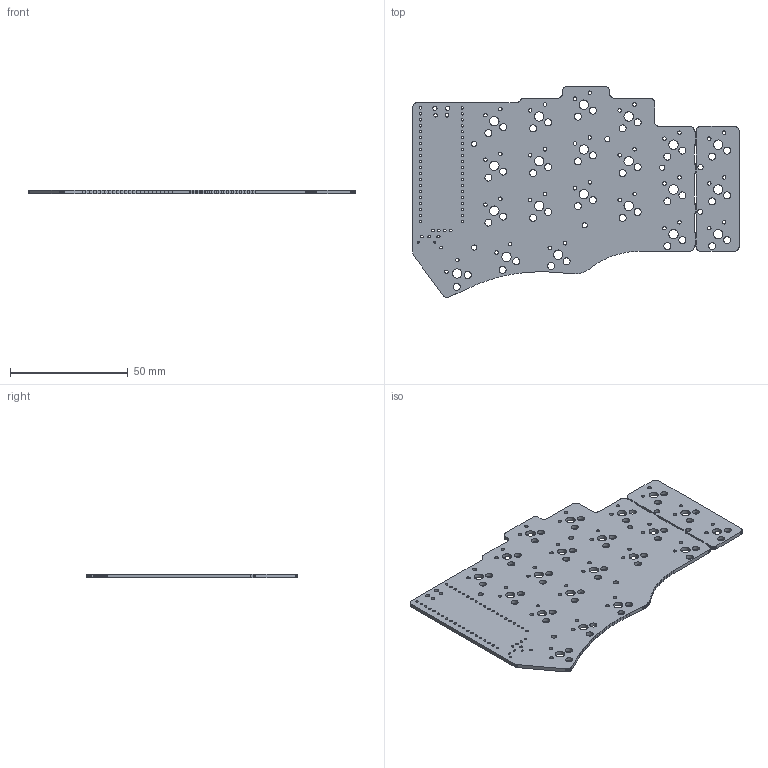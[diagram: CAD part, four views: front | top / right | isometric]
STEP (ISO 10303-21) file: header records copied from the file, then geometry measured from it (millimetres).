
FILE_DESCRIPTION(('KiCad electronic assembly'),'2;1');
FILE_NAME('keyboard_pcb_right.step','2023-02-22T21:54:22',('Pcbnew'),( 'Kicad'),'Open CASCADE STEP processor 7.6','KiCad to STEP converter' ,'Unknown');
FILE_SCHEMA(('AUTOMOTIVE_DESIGN { 1 0 10303 214 1 1 1 1 }'));
Length unit declared in the file: millimetre
Products named in the file (2): keyboard_pcb_right 1; PCB
Assembly tree (1 placements, depth 2):
  keyboard_pcb_right 1
    PCB
Bounding box: 138.8 x 89.91 x 1.58 mm (x, y, z)
Volume: 13877.5 mm3; surface area: 20107.2 mm2
Topology: 1 solids, 1 shells, 609 faces, 1821 edges, 1214 vertices
Faces by surface type: plane 427, cylinder 182
Full cylindrical faces by diameter (mm): 0.5 x20, 0.8 x2, 1 x4, 1.02 x40, 1.499 x42, 1.5 x2, 1.8 x2, 2.2 x7, 3 x42, 3.988 x21
Entity records: 45987 total; most frequent: CARTESIAN_POINT 9472, DIRECTION 6685, LINE 4735, VECTOR 4735, ORIENTED_EDGE 3642, PCURVE 3642, DEFINITIONAL_REPRESENTATION 3642, EDGE_CURVE 1821
